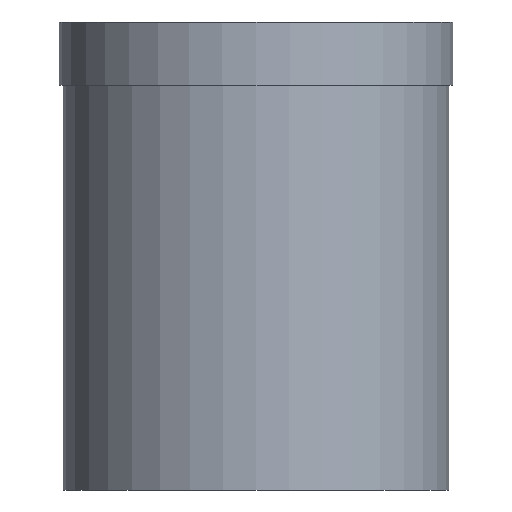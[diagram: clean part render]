
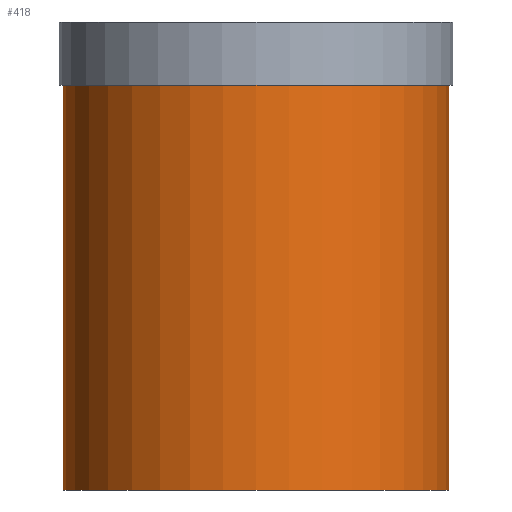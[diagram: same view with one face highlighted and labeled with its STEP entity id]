
A CAD part, left-side view. The second image highlights one B-rep face of the part: STEP entity #418.
In plain terms, the highlighted cylindrical face has radius 7 mm (diameter 14 mm), a partial arc.
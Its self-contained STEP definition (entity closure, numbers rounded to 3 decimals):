
#80=CARTESIAN_POINT('',(0.,0.,-2.3));
#81=DIRECTION('',(0.,0.,-1.));
#82=DIRECTION('',(0.,-1.,0.));
#83=AXIS2_PLACEMENT_3D('',#80,#81,#82);
#96=DIRECTION('',(0.,0.,-1.));
#97=VECTOR('',#96,14.7);
#98=CARTESIAN_POINT('',(0.,-7.,-2.3));
#99=LINE('',#98,#97);
#103=DIRECTION('',(0.,0.,-1.));
#104=VECTOR('',#103,14.7);
#105=CARTESIAN_POINT('',(0.,7.,-2.3));
#106=LINE('',#105,#104);
#118=CARTESIAN_POINT('',(0.,0.,-17.));
#119=DIRECTION('',(0.,0.,1.));
#120=DIRECTION('',(0.,1.,0.));
#121=AXIS2_PLACEMENT_3D('',#118,#119,#120);
#330=CARTESIAN_POINT('',(0.,-7.,-17.));
#331=CARTESIAN_POINT('',(0.,7.,-17.));
#332=VERTEX_POINT('',#330);
#333=VERTEX_POINT('',#331);
#334=CARTESIAN_POINT('',(0.,7.,-2.3));
#335=VERTEX_POINT('',#334);
#336=CARTESIAN_POINT('',(0.,-7.,-2.3));
#337=VERTEX_POINT('',#336);
#404=CARTESIAN_POINT('',(0.,0.,0.85));
#405=DIRECTION('',(0.,0.,-1.));
#406=DIRECTION('',(0.,-1.,0.));
#407=AXIS2_PLACEMENT_3D('',#404,#405,#406);
#408=CYLINDRICAL_SURFACE('',#407,7.);
#410=ORIENTED_EDGE('',*,*,#409,.F.);
#411=ORIENTED_EDGE('',*,*,#397,.F.);
#413=ORIENTED_EDGE('',*,*,#412,.T.);
#415=ORIENTED_EDGE('',*,*,#414,.F.);
#416=EDGE_LOOP('',(#410,#411,#413,#415));
#417=FACE_OUTER_BOUND('',#416,.F.);
#84=CIRCLE('',#83,7.);
#122=CIRCLE('',#121,7.);
#397=EDGE_CURVE('',#337,#335,#84,.T.);
#409=EDGE_CURVE('',#335,#333,#106,.T.);
#412=EDGE_CURVE('',#337,#332,#99,.T.);
#414=EDGE_CURVE('',#333,#332,#122,.T.);
#418=ADVANCED_FACE('',(#417),#408,.T.);
